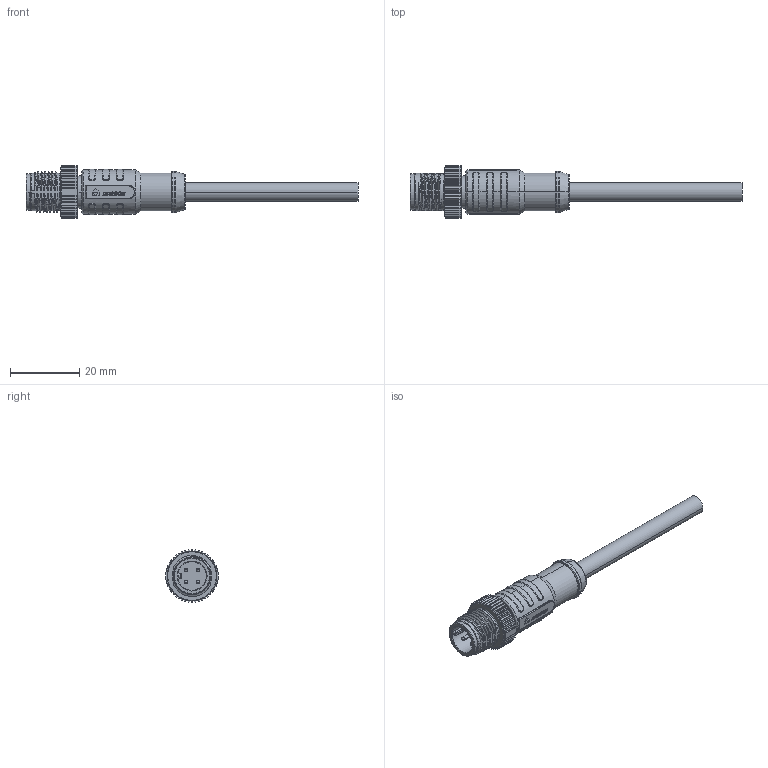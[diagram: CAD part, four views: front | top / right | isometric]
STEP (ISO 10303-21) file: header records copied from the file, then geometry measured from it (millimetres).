
FILE_DESCRIPTION((''),'2;1');
FILE_NAME('PM-M12A-04P-MM-SL8XXX-00A_H_','2020-04-03T',('Administrator'),(''),'CREO PARAMETRIC BY PTC INC, 2014350','CREO PARAMETRIC BY PTC INC, 2014350','');
FILE_SCHEMA(('CONFIG_CONTROL_DESIGN'));
Length unit declared in the file: millimetre
Products named in the file (1): PM-M12A-04P-MM-SL8XXX-00A_H_
Bounding box: 96.2 x 15.35 x 15.3 mm (x, y, z)
Volume: 6054.1 mm3; surface area: 4042.8 mm2
Topology: 1 solids, 2 shells, 784 faces, 2131 edges, 1367 vertices
Faces by surface type: plane 489, cylinder 177, bspline 59, torus 30, cone 15, sphere 12, extrusion 2
Entity records: 29128 total; most frequent: CARTESIAN_POINT 9622, ORIENTED_EDGE 4238, DIRECTION 3815, EDGE_CURVE 2119, VECTOR 1441, LINE 1439, VERTEX_POINT 1367, AXIS2_PLACEMENT_3D 1187
